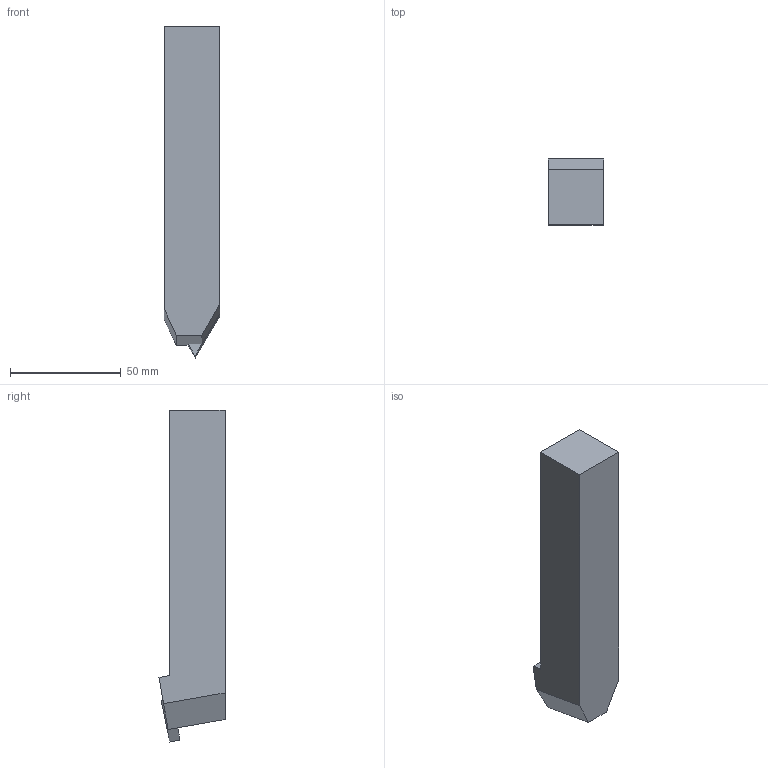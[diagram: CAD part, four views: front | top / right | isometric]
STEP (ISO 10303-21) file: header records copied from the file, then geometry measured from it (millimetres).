
FILE_DESCRIPTION(/* description */ (''),/* implementation_level */ '2;1');
FILE_NAME(/* name */ 'SEL-S2525M22-A_205150044_SIM.stp',/* time_stamp */ '2024-02-09T12:08:14+01:00',/* author */ (''),/* organization */ (''),/* preprocessor_version */ 'ST-DEVELOPER v16.7',/* originating_system */ 'SIEMENS PLM Software NX 12.0',/* authorisation */ '');
FILE_SCHEMA (('AUTOMOTIVE_DESIGN { 1 0 10303 214 3 1 1 1 }'));
Length unit declared in the file: millimetre
Products named in the file (1): nd736030266Akvnh
Bounding box: 25.09 x 29.85 x 150 mm (x, y, z)
Volume: 88160 mm3; surface area: 16107.9 mm2
Topology: 2 solids, 2 shells, 21 faces, 49 edges, 32 vertices
Faces by surface type: plane 18, cone 1, torus 1, cylinder 1
Full cylindrical faces by diameter (mm): 4 x1
Entity records: 619 total; most frequent: CARTESIAN_POINT 100, DIRECTION 94, ORIENTED_EDGE 92, EDGE_CURVE 46, LINE 42, VECTOR 42, VERTEX_POINT 32, EDGE_LOOP 26
